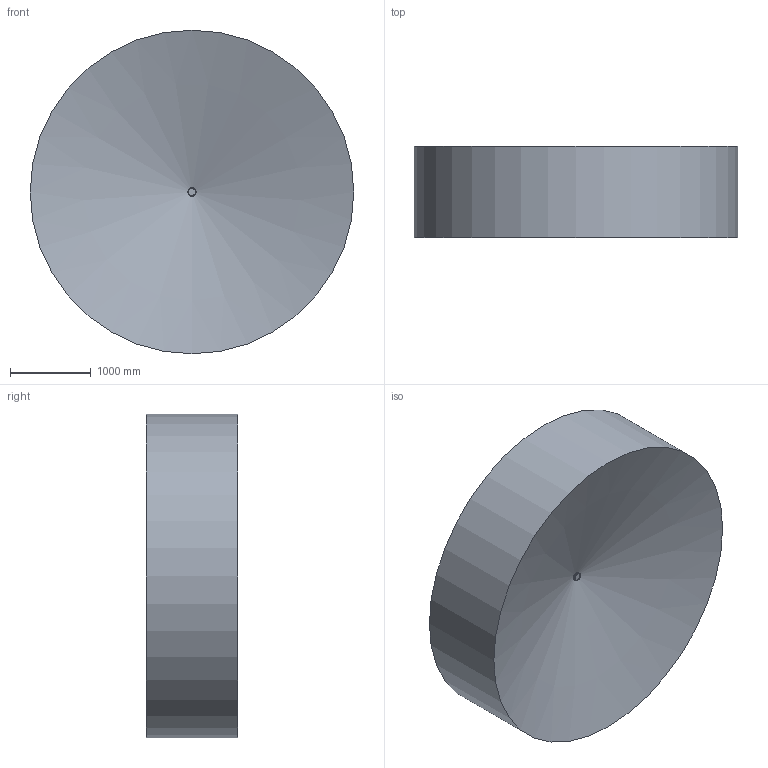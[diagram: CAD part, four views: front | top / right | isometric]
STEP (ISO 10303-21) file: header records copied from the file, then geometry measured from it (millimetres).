
FILE_DESCRIPTION (( 'STEP AP203' ), '1' );
FILE_NAME ('XT32諉彶FOV.STEP', '2021-04-16T12:29:36', ( '' ), ( '' ), 'SwSTEP 2.0', 'SolidWorks 2019', '' );
FILE_SCHEMA (( 'CONFIG_CONTROL_DESIGN' ));
Length unit declared in the file: millimetre
Products named in the file (1): XT32諉彶FOV
Bounding box: 4000 x 1126.72 x 4000 mm (x, y, z)
Volume: 9511743860.1 mm3; surface area: 40342981.6 mm2
Topology: 6 solids, 6 shells, 416 faces, 1214 edges, 859 vertices
Faces by surface type: cylinder 212, plane 150, cone 39, torus 15
Full cylindrical faces by diameter (mm): 0.5 x9, 1 x1, 1.6 x7, 3 x1, 3.3 x4, 4.68 x1, 7 x1, 8 x1, 8.4 x1, 9 x1, 10.7 x1, 12 x1, 63 x1, 93.8 x1, 95.4 x1, 96.4 x1, 98 x1, 98.4 x1, 99.2 x1, 99.4 x1, 100 x1, 101 x1, 103 x1, 4000 x1
Entity records: 15963 total; most frequent: CARTESIAN_POINT 5104, DIRECTION 2272, ORIENTED_EDGE 2218, EDGE_CURVE 1109, AXIS2_PLACEMENT_3D 933, VERTEX_POINT 825, EDGE_LOOP 542, CIRCLE 516
